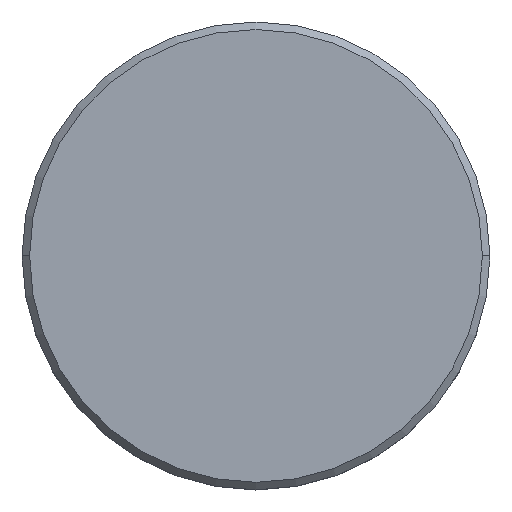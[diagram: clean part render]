
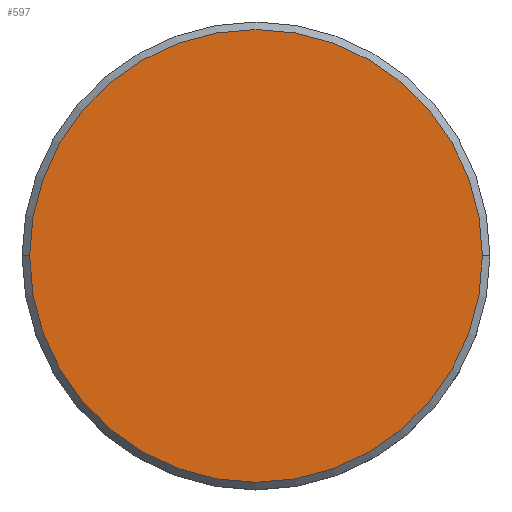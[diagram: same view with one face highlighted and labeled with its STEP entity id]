
A CAD part, top view. The second image highlights one B-rep face of the part: STEP entity #597.
In plain terms, the highlighted planar face has unit normal (0, 0, 1).
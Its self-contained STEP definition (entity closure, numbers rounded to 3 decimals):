
#145 = CARTESIAN_POINT ( 'NONE',  ( 0., 0., 0. ) ) ;
#189 = EDGE_CURVE ( 'NONE', #797, #690, #1149, .T. ) ;
#194 = FACE_OUTER_BOUND ( 'NONE', #1067, .T. ) ;
#256 = ORIENTED_EDGE ( 'NONE', *, *, #548, .T. ) ;
#353 = CARTESIAN_POINT ( 'NONE',  ( 0., 0., 0. ) ) ;
#359 = AXIS2_PLACEMENT_3D ( 'NONE', #527, #1180, #889 ) ;
#430 = PLANE ( 'NONE',  #614 ) ;
#517 = DIRECTION ( 'NONE',  ( 0., 0., 1. ) ) ;
#527 = CARTESIAN_POINT ( 'NONE',  ( 0., 0., 0. ) ) ;
#548 = EDGE_CURVE ( 'NONE', #690, #797, #732, .T. ) ;
#597 = ADVANCED_FACE ( 'NONE', ( #194 ), #430, .T. ) ;
#614 = AXIS2_PLACEMENT_3D ( 'NONE', #353, #745, #1101 ) ;
#690 = VERTEX_POINT ( 'NONE', #1096 ) ;
#732 = CIRCLE ( 'NONE', #965, 15. ) ;
#745 = DIRECTION ( 'NONE',  ( 0., 0., 1. ) ) ;
#797 = VERTEX_POINT ( 'NONE', #1039 ) ;
#876 = DIRECTION ( 'NONE',  ( 1., 0., 0. ) ) ;
#889 = DIRECTION ( 'NONE',  ( 1., 0., 0. ) ) ;
#965 = AXIS2_PLACEMENT_3D ( 'NONE', #145, #517, #876 ) ;
#1009 = ORIENTED_EDGE ( 'NONE', *, *, #189, .T. ) ;
#1039 = CARTESIAN_POINT ( 'NONE',  ( -15., 0., 0. ) ) ;
#1067 = EDGE_LOOP ( 'NONE', ( #1009, #256 ) ) ;
#1096 = CARTESIAN_POINT ( 'NONE',  ( 15., 0., 0. ) ) ;
#1101 = DIRECTION ( 'NONE',  ( 1., 0., 0. ) ) ;
#1149 = CIRCLE ( 'NONE', #359, 15. ) ;
#1180 = DIRECTION ( 'NONE',  ( 0., 0., 1. ) ) ;
